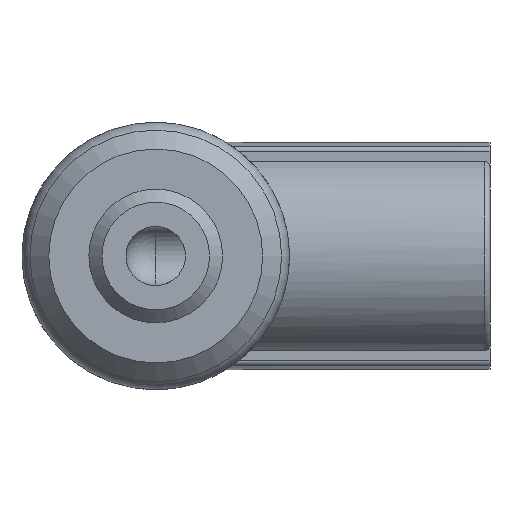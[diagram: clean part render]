
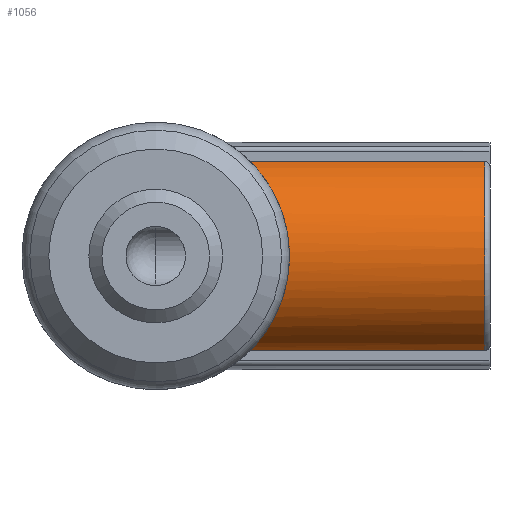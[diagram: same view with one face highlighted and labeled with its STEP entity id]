
A CAD part, front view. The second image highlights one B-rep face of the part: STEP entity #1056.
In plain terms, the highlighted cylindrical face has radius 3.75 mm (diameter 7.5 mm), a partial arc.
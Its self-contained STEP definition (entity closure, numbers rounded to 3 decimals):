
#35=B_SPLINE_CURVE_WITH_KNOTS('',3,(#1777,#1778,#1779,#1780,#1781,#1782,
#1783,#1784,#1785),.UNSPECIFIED.,.F.,.F.,(4,1,1,1,1,1,4),(0.014,
0.016,0.017,0.018,0.02,
0.021,0.023),.UNSPECIFIED.);
#119=LINE('',#1809,#173);
#120=LINE('',#1811,#174);
#173=VECTOR('',#1395,1000.);
#174=VECTOR('',#1396,1000.);
#279=ORIENTED_EDGE('',*,*,#564,.F.);
#280=ORIENTED_EDGE('',*,*,#557,.T.);
#281=ORIENTED_EDGE('',*,*,#565,.F.);
#282=ORIENTED_EDGE('',*,*,#566,.F.);
#557=EDGE_CURVE('',#696,#695,#35,.T.);
#564=EDGE_CURVE('',#696,#702,#119,.T.);
#565=EDGE_CURVE('',#703,#695,#120,.F.);
#566=EDGE_CURVE('',#702,#703,#774,.T.);
#695=VERTEX_POINT('',#1776);
#696=VERTEX_POINT('',#1786);
#702=VERTEX_POINT('',#1810);
#703=VERTEX_POINT('',#1812);
#774=CIRCLE('',#1174,3.75);
#835=EDGE_LOOP('',(#279,#280,#281,#282));
#936=FACE_BOUND('',#835,.T.);
#1024=CYLINDRICAL_SURFACE('',#1173,3.75);
#1056=ADVANCED_FACE('',(#936),#1024,.T.);
#1173=AXIS2_PLACEMENT_3D('',#1808,#1393,#1394);
#1174=AXIS2_PLACEMENT_3D('',#1813,#1397,#1398);
#1393=DIRECTION('',(1.,0.,0.));
#1394=DIRECTION('',(0.,0.,-1.));
#1395=DIRECTION('',(1.,0.,0.));
#1396=DIRECTION('',(1.,0.,0.));
#1397=DIRECTION('',(1.,0.,0.));
#1398=DIRECTION('',(0.,0.,-1.));
#1776=CARTESIAN_POINT('',(3.536,5.85,-3.536));
#1777=CARTESIAN_POINT('',(3.536,5.85,3.536));
#1778=CARTESIAN_POINT('',(3.792,5.125,3.279));
#1779=CARTESIAN_POINT('',(4.374,4.215,2.594));
#1780=CARTESIAN_POINT('',(4.893,3.49,1.229));
#1781=CARTESIAN_POINT('',(5.052,3.282,0.006));
#1782=CARTESIAN_POINT('',(4.898,3.484,-1.213));
#1783=CARTESIAN_POINT('',(4.374,4.214,-2.598));
#1784=CARTESIAN_POINT('',(3.792,5.124,-3.279));
#1785=CARTESIAN_POINT('',(3.536,5.85,-3.536));
#1786=CARTESIAN_POINT('',(3.536,5.85,3.536));
#1808=CARTESIAN_POINT('',(12.5,7.1,0.));
#1809=CARTESIAN_POINT('',(12.5,5.85,3.536));
#1810=CARTESIAN_POINT('',(12.3,5.85,3.536));
#1811=CARTESIAN_POINT('',(12.5,5.85,-3.536));
#1812=CARTESIAN_POINT('',(12.3,5.85,-3.536));
#1813=CARTESIAN_POINT('',(12.3,7.1,0.));
